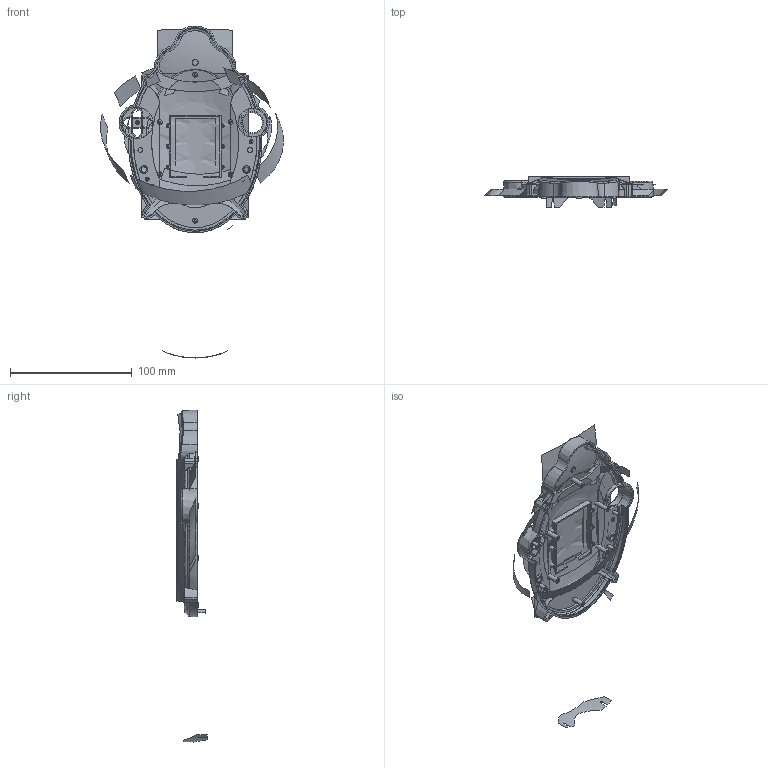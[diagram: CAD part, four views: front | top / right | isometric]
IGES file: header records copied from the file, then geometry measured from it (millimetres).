
Start section:  PTC IGES file: sg-01.igs
Global section: file name: sg-01.igs; native system: Pro/ENGINEER by Parametric Technology Corporation; preprocessor: 2001280; author: Administrator; organization: Unknown; date: 021114.083020; units: millimetre
Bounding box: 150.11 x 24.78 x 272.89 mm (x, y, z)
Surface area: 92055.4 mm2 (no closed solid volume)
Topology: 0 solids, 0 shells, 707 faces, 4093 edges, 4186 vertices
Faces by surface type: bspline 413, revolution 256, extrusion 38
